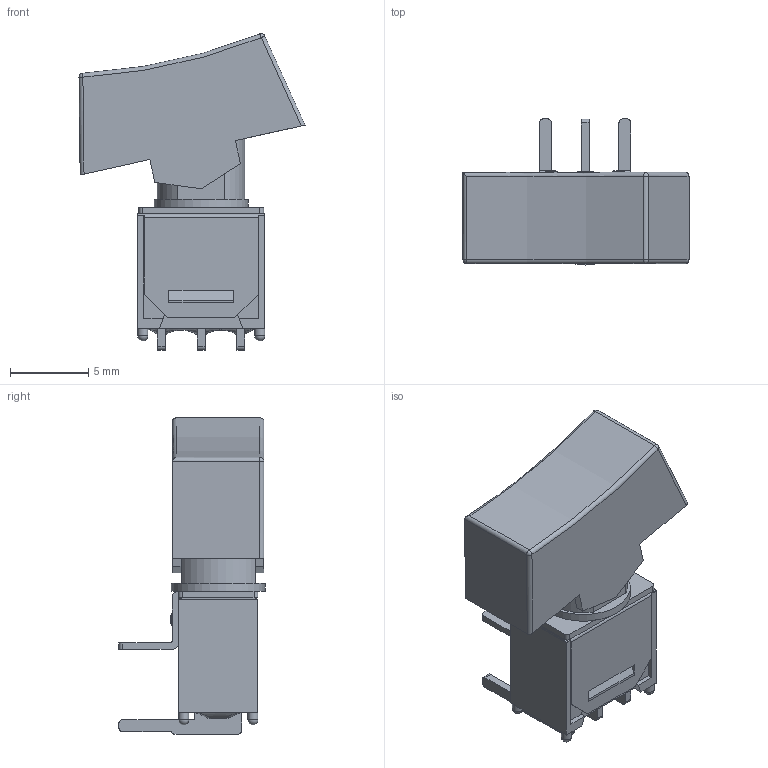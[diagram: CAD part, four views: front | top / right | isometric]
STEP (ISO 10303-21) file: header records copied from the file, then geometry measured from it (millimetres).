
FILE_DESCRIPTION((''),'2;1');
FILE_NAME('400MSPxR6xxxM6xE.stp','2012-04-12T10:12:41',('rcelander'),(''),'Autodesk Inventor 11','Autodesk Inventor 11','');
FILE_SCHEMA(('AUTOMOTIVE_DESIGN { 1 0 10303 214 1 1 1 1 }'));
Length unit declared in the file: millimetre
Products named in the file (7): T414006; 200-400-800 MSP BODY; 200-400-800 MSP BRACKET; 200-400-800 MSP M6; 400 ACTUATOR BASE; 400 R2; 200-400-800 MSPM6 SUPPORT
Assembly tree (6 placements, depth 2):
  T414006
    200-400-800 MSP BODY
    200-400-800 MSP BRACKET
    200-400-800 MSP M6
    400 ACTUATOR BASE
    400 R2
    200-400-800 MSPM6 SUPPORT
Bounding box: 14.45 x 9.35 x 20.23 mm (x, y, z)
Volume: 442.2 mm3; surface area: 1739.7 mm2
Topology: 6 solids, 6 shells, 211 faces, 569 edges, 368 vertices
Faces by surface type: plane 129, cylinder 46, bspline 25, sphere 7, torus 2, cone 2
Full cylindrical faces by diameter (mm): 0.65 x4, 3.25 x1, 6 x1
Entity records: 9334 total; most frequent: CARTESIAN_POINT 4013, ORIENTED_EDGE 1088, DIRECTION 1027, EDGE_CURVE 544, VECTOR 389, LINE 389, VERTEX_POINT 360, AXIS2_PLACEMENT_3D 319
